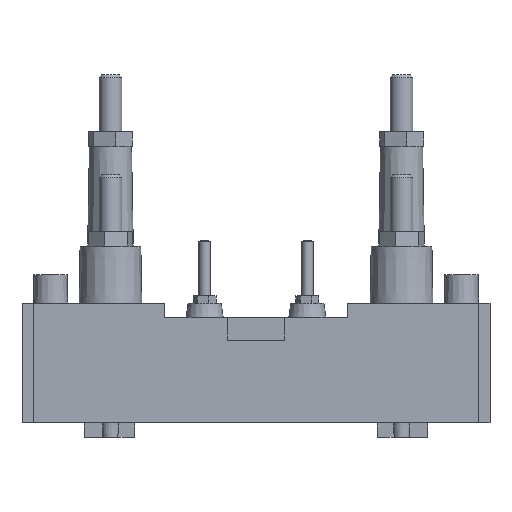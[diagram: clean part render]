
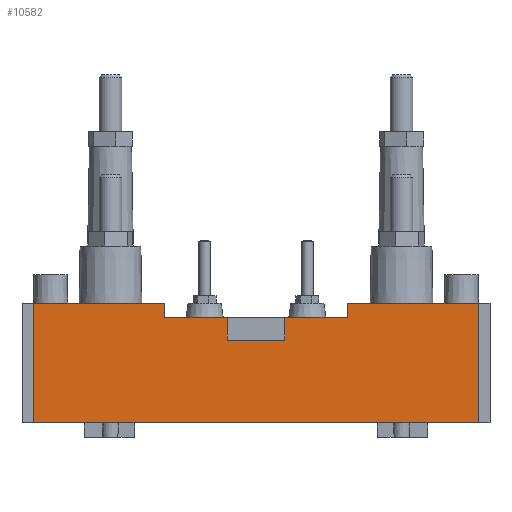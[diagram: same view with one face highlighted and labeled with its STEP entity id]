
A CAD part, front view. The second image highlights one B-rep face of the part: STEP entity #10582.
In plain terms, the highlighted planar face has unit normal (0, -1, 0).
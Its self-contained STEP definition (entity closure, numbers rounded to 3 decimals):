
#35 = CARTESIAN_POINT ( 'NONE',  ( -82., -39., 0. ) ) ;
#308 = LINE ( 'NONE', #5993, #12002 ) ;
#375 = DIRECTION ( 'NONE',  ( 1., 0., 0. ) ) ;
#392 = DIRECTION ( 'NONE',  ( 1., 0., 0. ) ) ;
#734 = CARTESIAN_POINT ( 'NONE',  ( 10., -39., 37. ) ) ;
#781 = EDGE_CURVE ( 'NONE', #3406, #8239, #3178, .T. ) ;
#800 = DIRECTION ( 'NONE',  ( 0., 0., 1. ) ) ;
#925 = CARTESIAN_POINT ( 'NONE',  ( -32., -39., 42. ) ) ;
#965 = VERTEX_POINT ( 'NONE', #3495 ) ;
#978 = LINE ( 'NONE', #6296, #8832 ) ;
#1061 = VECTOR ( 'NONE', #8345, 1000. ) ;
#1093 = CARTESIAN_POINT ( 'NONE',  ( 10., -39., 42. ) ) ;
#1195 = LINE ( 'NONE', #2369, #11733 ) ;
#1196 = VERTEX_POINT ( 'NONE', #1222 ) ;
#1222 = CARTESIAN_POINT ( 'NONE',  ( -32., -39., 37. ) ) ;
#1390 = VECTOR ( 'NONE', #7575, 1000. ) ;
#1415 = EDGE_CURVE ( 'NONE', #4149, #8591, #11295, .T. ) ;
#1632 = EDGE_CURVE ( 'NONE', #3406, #11642, #8654, .T. ) ;
#1879 = ORIENTED_EDGE ( 'NONE', *, *, #781, .T. ) ;
#1925 = ORIENTED_EDGE ( 'NONE', *, *, #1632, .F. ) ;
#2065 = ORIENTED_EDGE ( 'NONE', *, *, #7388, .T. ) ;
#2298 = DIRECTION ( 'NONE',  ( 0., 0., 1. ) ) ;
#2332 = LINE ( 'NONE', #6321, #3964 ) ;
#2334 = CARTESIAN_POINT ( 'NONE',  ( 78., -39., 0. ) ) ;
#2369 = CARTESIAN_POINT ( 'NONE',  ( -82., -39., 42. ) ) ;
#2504 = ORIENTED_EDGE ( 'NONE', *, *, #11569, .F. ) ;
#2598 = VERTEX_POINT ( 'NONE', #8264 ) ;
#2651 = LINE ( 'NONE', #10787, #11244 ) ;
#2849 = VECTOR ( 'NONE', #375, 1000. ) ;
#3178 = LINE ( 'NONE', #35, #1390 ) ;
#3237 = DIRECTION ( 'NONE',  ( 0., 1., 0. ) ) ;
#3406 = VERTEX_POINT ( 'NONE', #11306 ) ;
#3495 = CARTESIAN_POINT ( 'NONE',  ( 10., -39., 29. ) ) ;
#3964 = VECTOR ( 'NONE', #4290, 1000. ) ;
#3990 = CARTESIAN_POINT ( 'NONE',  ( 32., -39., 42. ) ) ;
#4061 = CARTESIAN_POINT ( 'NONE',  ( -10., -39., 29. ) ) ;
#4149 = VERTEX_POINT ( 'NONE', #734 ) ;
#4290 = DIRECTION ( 'NONE',  ( 0., 0., 1. ) ) ;
#4516 = CARTESIAN_POINT ( 'NONE',  ( 78., -39., 42. ) ) ;
#4767 = LINE ( 'NONE', #1093, #7749 ) ;
#5061 = AXIS2_PLACEMENT_3D ( 'NONE', #9845, #3237, #2298 ) ;
#5074 = DIRECTION ( 'NONE',  ( 0., 0., -1. ) ) ;
#5190 = DIRECTION ( 'NONE',  ( 1., 0., 0. ) ) ;
#5561 = EDGE_CURVE ( 'NONE', #11642, #6647, #978, .T. ) ;
#5677 = CARTESIAN_POINT ( 'NONE',  ( -32., -39., 42. ) ) ;
#5682 = DIRECTION ( 'NONE',  ( 0., 0., 1. ) ) ;
#5854 = LINE ( 'NONE', #925, #10592 ) ;
#5904 = DIRECTION ( 'NONE',  ( 0., 0., -1. ) ) ;
#5993 = CARTESIAN_POINT ( 'NONE',  ( -82., -39., 37. ) ) ;
#6109 = ORIENTED_EDGE ( 'NONE', *, *, #6237, .T. ) ;
#6162 = ORIENTED_EDGE ( 'NONE', *, *, #8088, .T. ) ;
#6237 = EDGE_CURVE ( 'NONE', #8239, #9648, #11932, .T. ) ;
#6270 = VECTOR ( 'NONE', #800, 1000. ) ;
#6295 = VECTOR ( 'NONE', #5190, 1000. ) ;
#6296 = CARTESIAN_POINT ( 'NONE',  ( -82., -39., 42. ) ) ;
#6321 = CARTESIAN_POINT ( 'NONE',  ( -10., -39., 42. ) ) ;
#6323 = ORIENTED_EDGE ( 'NONE', *, *, #10066, .F. ) ;
#6647 = VERTEX_POINT ( 'NONE', #5677 ) ;
#6960 = ORIENTED_EDGE ( 'NONE', *, *, #5561, .F. ) ;
#7388 = EDGE_CURVE ( 'NONE', #4149, #965, #4767, .T. ) ;
#7575 = DIRECTION ( 'NONE',  ( 1., 0., 0. ) ) ;
#7749 = VECTOR ( 'NONE', #5904, 1000. ) ;
#8088 = EDGE_CURVE ( 'NONE', #11970, #8591, #2651, .T. ) ;
#8129 = EDGE_CURVE ( 'NONE', #1196, #2598, #308, .T. ) ;
#8239 = VERTEX_POINT ( 'NONE', #2334 ) ;
#8264 = CARTESIAN_POINT ( 'NONE',  ( -10., -39., 37. ) ) ;
#8300 = ORIENTED_EDGE ( 'NONE', *, *, #8848, .T. ) ;
#8301 = ORIENTED_EDGE ( 'NONE', *, *, #10284, .T. ) ;
#8345 = DIRECTION ( 'NONE',  ( 0., 0., 1. ) ) ;
#8591 = VERTEX_POINT ( 'NONE', #11443 ) ;
#8654 = LINE ( 'NONE', #10165, #1061 ) ;
#8693 = VERTEX_POINT ( 'NONE', #4061 ) ;
#8832 = VECTOR ( 'NONE', #8986, 1000. ) ;
#8848 = EDGE_CURVE ( 'NONE', #8693, #2598, #2332, .T. ) ;
#8875 = PLANE ( 'NONE',  #5061 ) ;
#8925 = CARTESIAN_POINT ( 'NONE',  ( -82., -39., 29. ) ) ;
#8986 = DIRECTION ( 'NONE',  ( 1., 0., 0. ) ) ;
#9648 = VERTEX_POINT ( 'NONE', #4516 ) ;
#9724 = LINE ( 'NONE', #8925, #6295 ) ;
#9845 = CARTESIAN_POINT ( 'NONE',  ( -82., -39., 42. ) ) ;
#10026 = CARTESIAN_POINT ( 'NONE',  ( -78., -39., 42. ) ) ;
#10066 = EDGE_CURVE ( 'NONE', #8693, #965, #9724, .T. ) ;
#10165 = CARTESIAN_POINT ( 'NONE',  ( -78., -39., -31. ) ) ;
#10263 = CARTESIAN_POINT ( 'NONE',  ( 78., -39., -31. ) ) ;
#10284 = EDGE_CURVE ( 'NONE', #1196, #6647, #5854, .T. ) ;
#10429 = FACE_OUTER_BOUND ( 'NONE', #11218, .T. ) ;
#10582 = ADVANCED_FACE ( 'NONE', ( #10429 ), #8875, .F. ) ;
#10592 = VECTOR ( 'NONE', #5682, 1000. ) ;
#10787 = CARTESIAN_POINT ( 'NONE',  ( 32., -39., 42. ) ) ;
#11003 = ORIENTED_EDGE ( 'NONE', *, *, #8129, .F. ) ;
#11218 = EDGE_LOOP ( 'NONE', ( #12012, #2065, #6323, #8300, #11003, #8301, #6960, #1925, #1879, #6109, #2504, #6162 ) ) ;
#11244 = VECTOR ( 'NONE', #5074, 1000. ) ;
#11295 = LINE ( 'NONE', #11769, #2849 ) ;
#11306 = CARTESIAN_POINT ( 'NONE',  ( -78., -39., 0. ) ) ;
#11443 = CARTESIAN_POINT ( 'NONE',  ( 32., -39., 37. ) ) ;
#11569 = EDGE_CURVE ( 'NONE', #11970, #9648, #1195, .T. ) ;
#11642 = VERTEX_POINT ( 'NONE', #10026 ) ;
#11675 = DIRECTION ( 'NONE',  ( 1., 0., 0. ) ) ;
#11733 = VECTOR ( 'NONE', #392, 1000. ) ;
#11769 = CARTESIAN_POINT ( 'NONE',  ( -82., -39., 37. ) ) ;
#11932 = LINE ( 'NONE', #10263, #6270 ) ;
#11970 = VERTEX_POINT ( 'NONE', #3990 ) ;
#12002 = VECTOR ( 'NONE', #11675, 1000. ) ;
#12012 = ORIENTED_EDGE ( 'NONE', *, *, #1415, .F. ) ;
